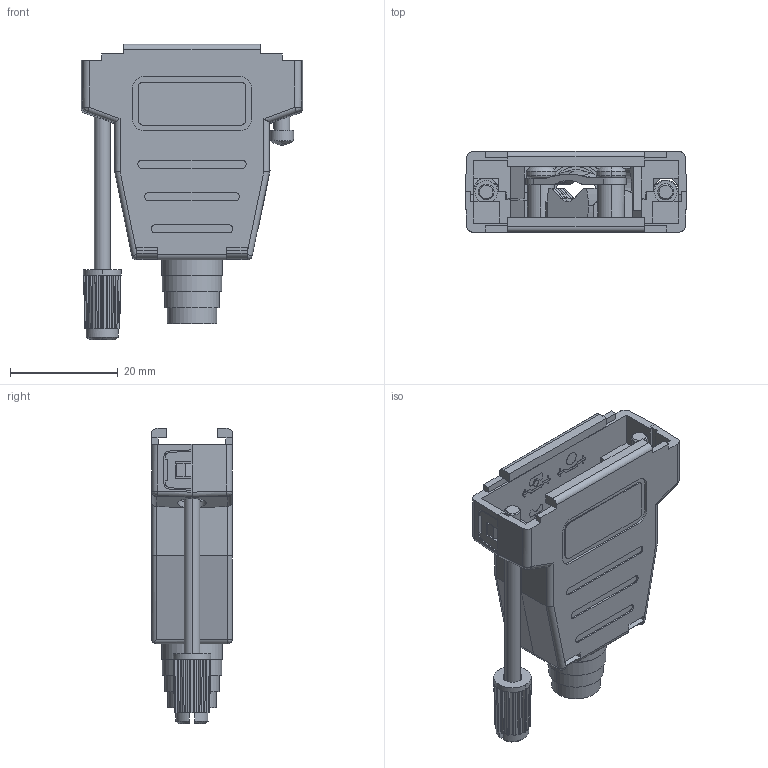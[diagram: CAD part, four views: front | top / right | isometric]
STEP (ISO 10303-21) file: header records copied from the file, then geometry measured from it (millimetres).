
FILE_DESCRIPTION (( 'STEP AP214' ), '1' );
FILE_NAME ('6260-0106-02.STEP', '2022-03-28T09:30:55', ( '' ), ( '' ), 'SwSTEP 2.0', 'SolidWorks 2021', '' );
FILE_SCHEMA (( 'AUTOMOTIVE_DESIGN' ));
Length unit declared in the file: millimetre
Products named in the file (10): 6822-0128-01; 6811-0162-04 Part 2; 6811-0162-04 Part 1; 6826-0133-04; 6855-0109-01; 6260-0106-02; 6718-0102-01; 6822-0121 part 1; 6830-0106-01; 6838-0109-32
Assembly tree (10 placements, depth 2):
  6260-0106-02
    6811-0162-04 Part 1
    6811-0162-04 Part 2
    6718-0102-01
    6822-0128-01
    6830-0106-01
    6838-0109-32
    6855-0109-01  x2
    6822-0121 part 1
    6826-0133-04
Bounding box: 41.1 x 15 x 54.8 mm (x, y, z)
Volume: 7979.5 mm3; surface area: 12669.2 mm2
Topology: 12 solids, 12 shells, 1044 faces, 2749 edges, 1774 vertices
Faces by surface type: plane 700, cylinder 256, cone 45, bspline 32, torus 9, sphere 2
Entity records: 32656 total; most frequent: CARTESIAN_POINT 7244, ORIENTED_EDGE 5320, DIRECTION 5070, EDGE_CURVE 2660, VECTOR 1854, LINE 1854, VERTEX_POINT 1720, AXIS2_PLACEMENT_3D 1608
